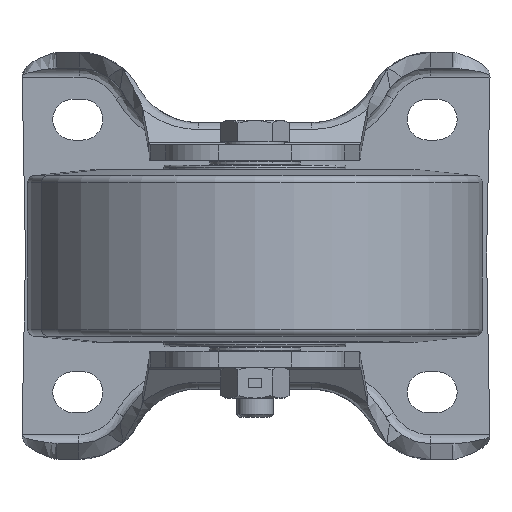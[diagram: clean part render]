
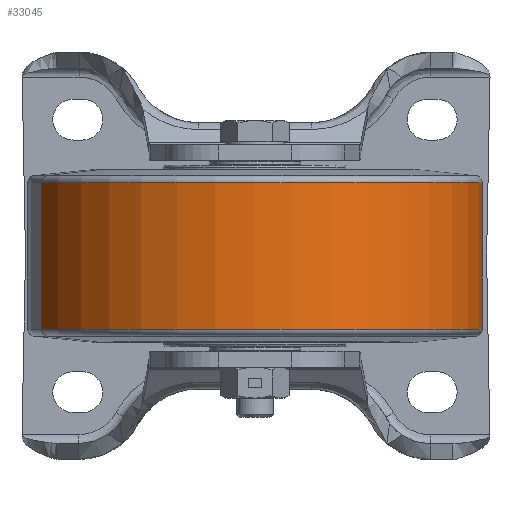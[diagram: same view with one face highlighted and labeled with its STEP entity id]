
A CAD part, front view. The second image highlights one B-rep face of the part: STEP entity #33045.
In plain terms, the highlighted cylindrical face has radius 50 mm (diameter 100 mm), a partial arc.
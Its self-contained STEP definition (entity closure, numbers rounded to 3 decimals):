
#169 = CARTESIAN_POINT ( 'NONE',  ( 0., -78., 16.147 ) ) ;
#389 = AXIS2_PLACEMENT_3D ( 'NONE', #169, #19463, #5126 ) ;
#558 = DIRECTION ( 'NONE',  ( 0., 0., -1. ) ) ;
#2273 = VERTEX_POINT ( 'NONE', #20197 ) ;
#2403 = DIRECTION ( 'NONE',  ( 0., 0., -1. ) ) ;
#2504 = AXIS2_PLACEMENT_3D ( 'NONE', #9119, #31076, #30960 ) ;
#3895 = LINE ( 'NONE', #5990, #15106 ) ;
#4993 = FACE_OUTER_BOUND ( 'NONE', #21221, .T. ) ;
#5126 = DIRECTION ( 'NONE',  ( 0.94, 0.341, 0. ) ) ;
#5174 = ORIENTED_EDGE ( 'NONE', *, *, #18759, .T. ) ;
#5990 = CARTESIAN_POINT ( 'NONE',  ( -47.004, -95.049, -26.529 ) ) ;
#6276 = VERTEX_POINT ( 'NONE', #19173 ) ;
#7130 = CIRCLE ( 'NONE', #21662, 50. ) ;
#9119 = CARTESIAN_POINT ( 'NONE',  ( 0., -78., -26.529 ) ) ;
#13215 = CARTESIAN_POINT ( 'NONE',  ( 0., -78., -16.147 ) ) ;
#14188 = ORIENTED_EDGE ( 'NONE', *, *, #19710, .T. ) ;
#15106 = VECTOR ( 'NONE', #558, 1000. ) ;
#17280 = CARTESIAN_POINT ( 'NONE',  ( 47.004, -60.951, -16.147 ) ) ;
#18244 = ORIENTED_EDGE ( 'NONE', *, *, #26357, .T. ) ;
#18759 = EDGE_CURVE ( 'NONE', #28290, #6276, #25416, .T. ) ;
#19173 = CARTESIAN_POINT ( 'NONE',  ( -47.004, -95.049, 16.147 ) ) ;
#19463 = DIRECTION ( 'NONE',  ( 0., 0., -1. ) ) ;
#19710 = EDGE_CURVE ( 'NONE', #6276, #2273, #3895, .T. ) ;
#20197 = CARTESIAN_POINT ( 'NONE',  ( -47.004, -95.049, -16.147 ) ) ;
#21050 = LINE ( 'NONE', #29929, #32698 ) ;
#21221 = EDGE_LOOP ( 'NONE', ( #35318, #5174, #14188, #18244 ) ) ;
#21385 = VERTEX_POINT ( 'NONE', #17280 ) ;
#21662 = AXIS2_PLACEMENT_3D ( 'NONE', #13215, #29525, #24097 ) ;
#24097 = DIRECTION ( 'NONE',  ( 0.94, 0.341, 0. ) ) ;
#25416 = CIRCLE ( 'NONE', #389, 50. ) ;
#26357 = EDGE_CURVE ( 'NONE', #2273, #21385, #7130, .T. ) ;
#27874 = CYLINDRICAL_SURFACE ( 'NONE', #2504, 50. ) ;
#28290 = VERTEX_POINT ( 'NONE', #32716 ) ;
#29525 = DIRECTION ( 'NONE',  ( 0., 0., 1. ) ) ;
#29929 = CARTESIAN_POINT ( 'NONE',  ( 47.004, -60.951, -26.529 ) ) ;
#30960 = DIRECTION ( 'NONE',  ( -0.94, -0.341, 0. ) ) ;
#31039 = EDGE_CURVE ( 'NONE', #28290, #21385, #21050, .T. ) ;
#31076 = DIRECTION ( 'NONE',  ( 0., 0., -1. ) ) ;
#32698 = VECTOR ( 'NONE', #2403, 1000. ) ;
#32716 = CARTESIAN_POINT ( 'NONE',  ( 47.004, -60.951, 16.147 ) ) ;
#33045 = ADVANCED_FACE ( 'NONE', ( #4993 ), #27874, .T. ) ;
#35318 = ORIENTED_EDGE ( 'NONE', *, *, #31039, .F. ) ;
